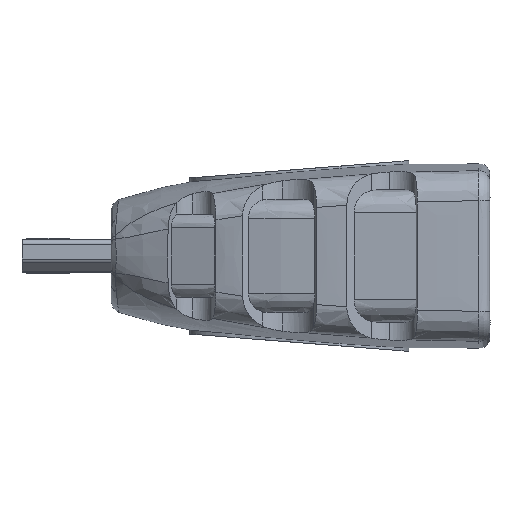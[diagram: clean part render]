
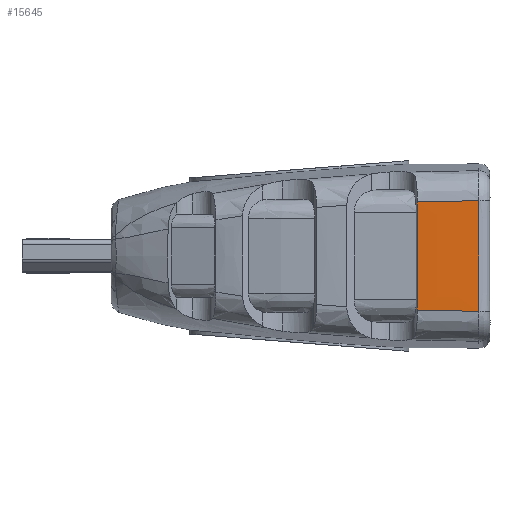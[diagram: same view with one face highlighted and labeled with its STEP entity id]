
A CAD part, front view. The second image highlights one B-rep face of the part: STEP entity #15645.
In plain terms, the highlighted free-form (B-spline) face has degree [3, 3] with [7, 4] control points.
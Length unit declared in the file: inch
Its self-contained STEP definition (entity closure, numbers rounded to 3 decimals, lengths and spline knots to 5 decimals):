
#252 = CARTESIAN_POINT ( 'NONE',  ( 0.81173, -0.41698, -0.13757 ) ) ;
#466 = VERTEX_POINT ( 'NONE', #6376 ) ;
#860 = CARTESIAN_POINT ( 'NONE',  ( 0.81172, -0.41697, 0.14375 ) ) ;
#1509 = CARTESIAN_POINT ( 'NONE',  ( 1.00394, -0.42126, -0.18045 ) ) ;
#1733 = CARTESIAN_POINT ( 'NONE',  ( 0.97374, -0.42116, 0.10668 ) ) ;
#2402 = CARTESIAN_POINT ( 'NONE',  ( 0.81173, -0.41701, -0.09006 ) ) ;
#2917 = CARTESIAN_POINT ( 'NONE',  ( 0.03248, -0.21643, 0.04299 ) ) ;
#4859 = CARTESIAN_POINT ( 'NONE',  ( 0.81172, -0.41697, -0.14375 ) ) ;
#5349 = CARTESIAN_POINT ( 'NONE',  ( 0.91964, -0.4208, 0.14627 ) ) ;
#5446 = CARTESIAN_POINT ( 'NONE',  ( 0.03263, -0.2123, -0.05126 ) ) ;
#6235 = B_SPLINE_CURVE_WITH_KNOTS ( 'NONE', 3,
 ( #29481, #2402, #10302, #37222, #14159, #41145, #18051, #45068, #21948, #48946 ),
 .UNSPECIFIED., .F., .F.,
 ( 4, 3, 3, 4 ),
 ( 0.003, 0.00662, 0.00932, 0.00999 ),
 .UNSPECIFIED. ) ;
#6376 = CARTESIAN_POINT ( 'NONE',  ( 0.81172, -0.41697, -0.14375 ) ) ;
#6760 = CARTESIAN_POINT ( 'NONE',  ( 0.2161, -0.42126, -0.10827 ) ) ;
#6858 = CARTESIAN_POINT ( 'NONE',  ( 1.00394, -0.42126, 0.18045 ) ) ;
#7405 = CARTESIAN_POINT ( 'NONE',  ( 0.97374, -0.42116, 0.1465 ) ) ;
#7564 = EDGE_CURVE ( 'NONE', #27764, #8836, #15190, .T. ) ;
#7717 = EDGE_CURVE ( 'NONE', #45978, #46289, #23267, .T. ) ;
#8336 = CARTESIAN_POINT ( 'NONE',  ( 0.81172, -0.41697, -0.14375 ) ) ;
#8836 = VERTEX_POINT ( 'NONE', #26599 ) ;
#9323 = CARTESIAN_POINT ( 'NONE',  ( 0.97374, -0.42116, 0.1465 ) ) ;
#9457 = CARTESIAN_POINT ( 'NONE',  ( 0.97374, -0.42116, -0.12337 ) ) ;
#9757 = EDGE_CURVE ( 'NONE', #466, #43865, #19725, .T. ) ;
#10104 = CARTESIAN_POINT ( 'NONE',  ( 1.00394, -0.42126, -0.21654 ) ) ;
#10302 = CARTESIAN_POINT ( 'NONE',  ( 0.81173, -0.41704, -0.04255 ) ) ;
#10801 = CARTESIAN_POINT ( 'NONE',  ( 0.03219, -0.22277, 0.02613 ) ) ;
#12713 = CARTESIAN_POINT ( 'NONE',  ( 0.97374, -0.42116, -0.1465 ) ) ;
#13331 = CARTESIAN_POINT ( 'NONE',  ( 0.97374, -0.42116, -0.13494 ) ) ;
#13580 = EDGE_CURVE ( 'NONE', #466, #45978, #37396, .T. ) ;
#14159 = CARTESIAN_POINT ( 'NONE',  ( 0.81173, -0.41703, 0.04032 ) ) ;
#14535 = CARTESIAN_POINT ( 'NONE',  ( 0., -0.20173, 0.04583 ) ) ;
#14694 = CARTESIAN_POINT ( 'NONE',  ( 1.00394, -0.42126, 0.10827 ) ) ;
#15190 = B_SPLINE_CURVE_WITH_KNOTS ( 'NONE', 3,
 ( #24157, #20276, #43378, #860 ),
 .UNSPECIFIED., .F., .F.,
 ( 4, 4 ),
 ( 0.00891, 0.00906 ),
 .UNSPECIFIED. ) ;
#15645 = ADVANCED_FACE ( 'NONE', ( #31533 ), #44860, .T. ) ;
#17203 = CARTESIAN_POINT ( 'NONE',  ( 0.97374, -0.42116, -0.1118 ) ) ;
#18051 = CARTESIAN_POINT ( 'NONE',  ( 0.81173, -0.41699, 0.11105 ) ) ;
#18580 = CARTESIAN_POINT ( 'NONE',  ( 0.03208, -0.22593, 0. ) ) ;
#19725 = B_SPLINE_CURVE_WITH_KNOTS ( 'NONE', 3,
 ( #8336, #31415, #20015, #47016 ),
 .UNSPECIFIED., .F., .F.,
 ( 4, 4 ),
 ( 0.00176, 0.00192 ),
 .UNSPECIFIED. ) ;
#20015 = CARTESIAN_POINT ( 'NONE',  ( 0.81173, -0.41697, -0.13963 ) ) ;
#20276 = CARTESIAN_POINT ( 'NONE',  ( 0.81173, -0.41697, 0.13963 ) ) ;
#20528 = ORIENTED_EDGE ( 'NONE', *, *, #39047, .F. ) ;
#20896 = ORIENTED_EDGE ( 'NONE', *, *, #7717, .T. ) ;
#20910 = CARTESIAN_POINT ( 'NONE',  ( 0., -0.20555, -0.0384 ) ) ;
#20978 = CARTESIAN_POINT ( 'NONE',  ( 0.86555, -0.41947, 0.14539 ) ) ;
#21124 = CARTESIAN_POINT ( 'NONE',  ( 0.97374, -0.42116, -0.01925 ) ) ;
#21798 = ORIENTED_EDGE ( 'NONE', *, *, #13580, .T. ) ;
#21948 = CARTESIAN_POINT ( 'NONE',  ( 0.81173, -0.41698, 0.12873 ) ) ;
#22311 = CARTESIAN_POINT ( 'NONE',  ( 0.20527, -0.42126, 0.21654 ) ) ;
#22467 = CARTESIAN_POINT ( 'NONE',  ( 1.00394, -0.42126, 0. ) ) ;
#23267 = B_SPLINE_CURVE_WITH_KNOTS ( 'NONE', 3,
 ( #40297, #13331, #9457, #17203, #44223, #21124, #48090, #24973, #1733, #28798 ),
 .UNSPECIFIED., .F., .F.,
 ( 4, 3, 3, 4 ),
 ( 0., 0.00088, 0.00441, 0.00744 ),
 .UNSPECIFIED. ) ;
#24157 = CARTESIAN_POINT ( 'NONE',  ( 0.81173, -0.41698, 0.13757 ) ) ;
#24769 = CARTESIAN_POINT ( 'NONE',  ( 0.20888, -0.42126, -0.18045 ) ) ;
#24973 = CARTESIAN_POINT ( 'NONE',  ( 0.97374, -0.42116, 0.06685 ) ) ;
#25925 = EDGE_CURVE ( 'NONE', #46289, #8836, #35025, .T. ) ;
#26148 = CARTESIAN_POINT ( 'NONE',  ( 0., -0.20555, 0.0384 ) ) ;
#26314 = CARTESIAN_POINT ( 'NONE',  ( 0.03219, -0.22277, -0.02613 ) ) ;
#26599 = CARTESIAN_POINT ( 'NONE',  ( 0.81172, -0.41697, 0.14375 ) ) ;
#27764 = VERTEX_POINT ( 'NONE', #32150 ) ;
#28005 = CARTESIAN_POINT ( 'NONE',  ( 0.97374, -0.42116, -0.1465 ) ) ;
#28586 = CARTESIAN_POINT ( 'NONE',  ( 0., -0.20173, -0.04583 ) ) ;
#28798 = CARTESIAN_POINT ( 'NONE',  ( 0.97374, -0.42116, 0.1465 ) ) ;
#29481 = CARTESIAN_POINT ( 'NONE',  ( 0.81173, -0.41698, -0.13757 ) ) ;
#29986 = CARTESIAN_POINT ( 'NONE',  ( 0.20888, -0.42126, 0.18045 ) ) ;
#31415 = CARTESIAN_POINT ( 'NONE',  ( 0.81173, -0.41697, -0.14169 ) ) ;
#31533 = FACE_OUTER_BOUND ( 'NONE', #37111, .T. ) ;
#31881 = CARTESIAN_POINT ( 'NONE',  ( 0.86564, -0.41948, -0.14539 ) ) ;
#32150 = CARTESIAN_POINT ( 'NONE',  ( 0.81173, -0.41698, 0.13757 ) ) ;
#32464 = CARTESIAN_POINT ( 'NONE',  ( 0.20527, -0.42126, -0.21654 ) ) ;
#33849 = CARTESIAN_POINT ( 'NONE',  ( 0., -0.21128, 0.02323 ) ) ;
#35025 = B_SPLINE_CURVE_WITH_KNOTS ( 'NONE', 3,
 ( #9323, #5349, #20978, #47969 ),
 .UNSPECIFIED., .F., .F.,
 ( 4, 4 ),
 ( 0.00077, 0.00489 ),
 .UNSPECIFIED. ) ;
#35733 = CARTESIAN_POINT ( 'NONE',  ( 0.91967, -0.4208, -0.14627 ) ) ;
#36959 = ORIENTED_EDGE ( 'NONE', *, *, #25925, .T. ) ;
#37111 = EDGE_LOOP ( 'NONE', ( #21798, #20896, #36959, #48046, #20528, #39939 ) ) ;
#37222 = CARTESIAN_POINT ( 'NONE',  ( 0.81173, -0.41703, 0.00495 ) ) ;
#37396 = B_SPLINE_CURVE_WITH_KNOTS ( 'NONE', 3,
 ( #4859, #31881, #35733, #12713 ),
 .UNSPECIFIED., .F., .F.,
 ( 4, 4 ),
 ( 0.02153, 0.02566 ),
 .UNSPECIFIED. ) ;
#37741 = CARTESIAN_POINT ( 'NONE',  ( 0.2161, -0.42126, 0.10827 ) ) ;
#39047 = EDGE_CURVE ( 'NONE', #43865, #27764, #6235, .T. ) ;
#39939 = ORIENTED_EDGE ( 'NONE', *, *, #9757, .F. ) ;
#40297 = CARTESIAN_POINT ( 'NONE',  ( 0.97374, -0.42116, -0.1465 ) ) ;
#41145 = CARTESIAN_POINT ( 'NONE',  ( 0.81173, -0.41702, 0.07568 ) ) ;
#41495 = CARTESIAN_POINT ( 'NONE',  ( 0.03263, -0.2123, 0.05126 ) ) ;
#41659 = CARTESIAN_POINT ( 'NONE',  ( 0., -0.21414, 0. ) ) ;
#43378 = CARTESIAN_POINT ( 'NONE',  ( 0.81173, -0.41697, 0.14169 ) ) ;
#43865 = VERTEX_POINT ( 'NONE', #252 ) ;
#44012 = CARTESIAN_POINT ( 'NONE',  ( 1.00394, -0.42126, -0.10827 ) ) ;
#44223 = CARTESIAN_POINT ( 'NONE',  ( 0.97374, -0.42116, -0.06553 ) ) ;
#44860 = B_SPLINE_SURFACE_WITH_KNOTS ( 'NONE', 3, 3, ( 
 ( #14535, #41495, #22311, #49295 ),
 ( #26148, #2917, #29986, #6858 ),
 ( #33849, #10801, #37741, #14694 ),
 ( #41659, #18580, #45577, #22467 ),
 ( #49473, #26314, #6760, #44012 ),
 ( #20910, #47889, #24769, #1509 ),
 ( #28586, #5446, #32464, #10104 ) ),
 .UNSPECIFIED., .F., .F., .F.,
 ( 4, 1, 1, 1, 4 ),
 ( 4, 4 ),
 ( 0., 0.25, 0.5, 0.75, 1. ),
 ( 0., 1. ),
 .UNSPECIFIED. ) ;
#45068 = CARTESIAN_POINT ( 'NONE',  ( 0.81173, -0.41699, 0.11989 ) ) ;
#45577 = CARTESIAN_POINT ( 'NONE',  ( 0.21879, -0.42126, 0. ) ) ;
#45978 = VERTEX_POINT ( 'NONE', #28005 ) ;
#46289 = VERTEX_POINT ( 'NONE', #7405 ) ;
#47016 = CARTESIAN_POINT ( 'NONE',  ( 0.81173, -0.41698, -0.13757 ) ) ;
#47889 = CARTESIAN_POINT ( 'NONE',  ( 0.03248, -0.21643, -0.04299 ) ) ;
#47969 = CARTESIAN_POINT ( 'NONE',  ( 0.81172, -0.41697, 0.14375 ) ) ;
#48046 = ORIENTED_EDGE ( 'NONE', *, *, #7564, .F. ) ;
#48090 = CARTESIAN_POINT ( 'NONE',  ( 0.97374, -0.42116, 0.02702 ) ) ;
#48946 = CARTESIAN_POINT ( 'NONE',  ( 0.81173, -0.41698, 0.13757 ) ) ;
#49295 = CARTESIAN_POINT ( 'NONE',  ( 1.00394, -0.42126, 0.21654 ) ) ;
#49473 = CARTESIAN_POINT ( 'NONE',  ( 0., -0.21128, -0.02323 ) ) ;
